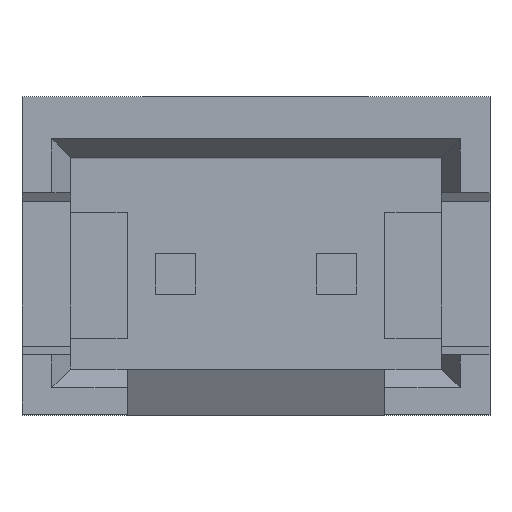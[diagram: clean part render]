
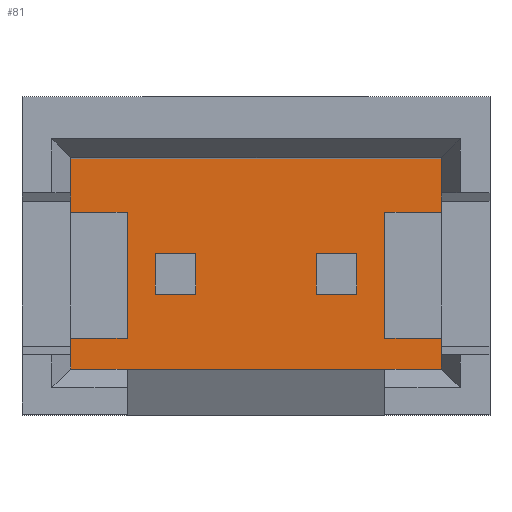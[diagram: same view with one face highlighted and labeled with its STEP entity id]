
A CAD part, top view. The second image highlights one B-rep face of the part: STEP entity #81.
In plain terms, the highlighted planar face has unit normal (0, 0, 1).
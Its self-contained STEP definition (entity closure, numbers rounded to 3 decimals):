
#81=ADVANCED_FACE('',(#186,#187,#188),#189,.T.);
#186=FACE_OUTER_BOUND('',#322,.T.);
#187=FACE_BOUND('',#323,.T.);
#188=FACE_BOUND('',#324,.T.);
#189=PLANE('',#325);
#322=EDGE_LOOP('',(#690,#691,#692,#693,#694,#695,#696,#697,#698,#699,#700,#701));
#323=EDGE_LOOP('',(#702,#703,#704,#705));
#324=EDGE_LOOP('',(#706,#707,#708,#709));
#325=AXIS2_PLACEMENT_3D('',#710,#711,#712);
#690=ORIENTED_EDGE('',*,*,#1040,.T.);
#691=ORIENTED_EDGE('',*,*,#1041,.F.);
#692=ORIENTED_EDGE('',*,*,#1042,.F.);
#693=ORIENTED_EDGE('',*,*,#973,.T.);
#694=ORIENTED_EDGE('',*,*,#997,.T.);
#695=ORIENTED_EDGE('',*,*,#994,.T.);
#696=ORIENTED_EDGE('',*,*,#1043,.T.);
#697=ORIENTED_EDGE('',*,*,#1044,.F.);
#698=ORIENTED_EDGE('',*,*,#1045,.F.);
#699=ORIENTED_EDGE('',*,*,#990,.T.);
#700=ORIENTED_EDGE('',*,*,#979,.T.);
#701=ORIENTED_EDGE('',*,*,#977,.T.);
#702=ORIENTED_EDGE('',*,*,#1046,.T.);
#703=ORIENTED_EDGE('',*,*,#1038,.F.);
#704=ORIENTED_EDGE('',*,*,#1047,.F.);
#705=ORIENTED_EDGE('',*,*,#1030,.T.);
#706=ORIENTED_EDGE('',*,*,#1048,.T.);
#707=ORIENTED_EDGE('',*,*,#1049,.F.);
#708=ORIENTED_EDGE('',*,*,#1050,.F.);
#709=ORIENTED_EDGE('',*,*,#1051,.T.);
#710=CARTESIAN_POINT('',(0.0,0.0,-9.01));
#711=DIRECTION('',(0.0,0.0,1.0));
#712=DIRECTION('',(1.0,0.0,0.0));
#973=EDGE_CURVE('',#1183,#1181,#1184,.T.);
#977=EDGE_CURVE('',#1191,#1189,#1192,.T.);
#979=EDGE_CURVE('',#1194,#1191,#1195,.T.);
#990=EDGE_CURVE('',#1212,#1194,#1213,.T.);
#994=EDGE_CURVE('',#1220,#1218,#1221,.T.);
#997=EDGE_CURVE('',#1181,#1220,#1225,.T.);
#1030=EDGE_CURVE('',#1277,#1281,#1283,.T.);
#1038=EDGE_CURVE('',#1295,#1290,#1297,.T.);
#1040=EDGE_CURVE('',#1189,#1299,#1300,.T.);
#1041=EDGE_CURVE('',#1301,#1299,#1302,.T.);
#1042=EDGE_CURVE('',#1183,#1301,#1303,.T.);
#1043=EDGE_CURVE('',#1218,#1304,#1305,.T.);
#1044=EDGE_CURVE('',#1306,#1304,#1307,.T.);
#1045=EDGE_CURVE('',#1212,#1306,#1308,.T.);
#1046=EDGE_CURVE('',#1281,#1290,#1309,.T.);
#1047=EDGE_CURVE('',#1277,#1295,#1310,.T.);
#1048=EDGE_CURVE('',#1311,#1312,#1313,.T.);
#1049=EDGE_CURVE('',#1314,#1312,#1315,.T.);
#1050=EDGE_CURVE('',#1316,#1314,#1317,.T.);
#1051=EDGE_CURVE('',#1316,#1311,#1318,.T.);
#1181=VERTEX_POINT('',#1515);
#1183=VERTEX_POINT('',#1518);
#1184=LINE('',#1519,#1520);
#1189=VERTEX_POINT('',#1527);
#1191=VERTEX_POINT('',#1530);
#1192=LINE('',#1531,#1532);
#1194=VERTEX_POINT('',#1535);
#1195=LINE('',#1536,#1537);
#1212=VERTEX_POINT('',#1564);
#1213=LINE('',#1565,#1566);
#1218=VERTEX_POINT('',#1573);
#1220=VERTEX_POINT('',#1576);
#1221=LINE('',#1577,#1578);
#1225=LINE('',#1584,#1585);
#1277=VERTEX_POINT('',#1666);
#1281=VERTEX_POINT('',#1672);
#1283=LINE('',#1675,#1676);
#1290=VERTEX_POINT('',#1687);
#1295=VERTEX_POINT('',#1694);
#1297=LINE('',#1697,#1698);
#1299=VERTEX_POINT('',#1701);
#1300=LINE('',#1702,#1703);
#1301=VERTEX_POINT('',#1704);
#1302=LINE('',#1705,#1706);
#1303=LINE('',#1707,#1708);
#1304=VERTEX_POINT('',#1709);
#1305=LINE('',#1710,#1711);
#1306=VERTEX_POINT('',#1712);
#1307=LINE('',#1713,#1714);
#1308=LINE('',#1715,#1716);
#1309=LINE('',#1717,#1718);
#1310=LINE('',#1719,#1720);
#1311=VERTEX_POINT('',#1721);
#1312=VERTEX_POINT('',#1722);
#1313=LINE('',#1723,#1724);
#1314=VERTEX_POINT('',#1725);
#1315=LINE('',#1726,#1727);
#1316=VERTEX_POINT('',#1728);
#1317=LINE('',#1729,#1730);
#1318=LINE('',#1731,#1732);
#1515=CARTESIAN_POINT('',(-2.92,-1.5,-9.01));
#1518=CARTESIAN_POINT('',(-2.92,-1.0,-9.01));
#1519=CARTESIAN_POINT('',(-2.92,-1.0,-9.01));
#1520=VECTOR('',#1869,0.5);
#1527=CARTESIAN_POINT('',(-2.92,0.98,-9.01));
#1530=CARTESIAN_POINT('',(-2.92,1.83,-9.01));
#1531=CARTESIAN_POINT('',(-2.92,1.83,-9.01));
#1532=VECTOR('',#1873,0.85);
#1535=CARTESIAN_POINT('',(2.92,1.83,-9.01));
#1536=CARTESIAN_POINT('',(2.92,1.83,-9.01));
#1537=VECTOR('',#1875,5.84);
#1564=CARTESIAN_POINT('',(2.92,0.98,-9.01));
#1565=CARTESIAN_POINT('',(2.92,0.98,-9.01));
#1566=VECTOR('',#1886,0.85);
#1573=CARTESIAN_POINT('',(2.92,-1.0,-9.01));
#1576=CARTESIAN_POINT('',(2.92,-1.5,-9.01));
#1577=CARTESIAN_POINT('',(2.92,-1.5,-9.01));
#1578=VECTOR('',#1890,0.5);
#1584=CARTESIAN_POINT('',(-2.92,-1.5,-9.01));
#1585=VECTOR('',#1893,5.84);
#1666=CARTESIAN_POINT('',(-0.953,0.318,-9.01));
#1672=CARTESIAN_POINT('',(-0.953,-0.318,-9.01));
#1675=CARTESIAN_POINT('',(-0.953,0.318,-9.01));
#1676=VECTOR('',#1926,0.635);
#1687=CARTESIAN_POINT('',(-1.588,-0.318,-9.01));
#1694=CARTESIAN_POINT('',(-1.588,0.318,-9.01));
#1697=CARTESIAN_POINT('',(-1.588,0.318,-9.01));
#1698=VECTOR('',#1934,0.635);
#1701=CARTESIAN_POINT('',(-2.03,0.98,-9.01));
#1702=CARTESIAN_POINT('',(-2.92,0.98,-9.01));
#1703=VECTOR('',#1936,0.89);
#1704=CARTESIAN_POINT('',(-2.03,-1.0,-9.01));
#1705=CARTESIAN_POINT('',(-2.03,-1.0,-9.01));
#1706=VECTOR('',#1937,1.98);
#1707=CARTESIAN_POINT('',(-2.92,-1.0,-9.01));
#1708=VECTOR('',#1938,0.89);
#1709=CARTESIAN_POINT('',(2.03,-1.0,-9.01));
#1710=CARTESIAN_POINT('',(2.92,-1.0,-9.01));
#1711=VECTOR('',#1939,0.89);
#1712=CARTESIAN_POINT('',(2.03,0.98,-9.01));
#1713=CARTESIAN_POINT('',(2.03,0.98,-9.01));
#1714=VECTOR('',#1940,1.98);
#1715=CARTESIAN_POINT('',(2.92,0.98,-9.01));
#1716=VECTOR('',#1941,0.89);
#1717=CARTESIAN_POINT('',(-0.953,-0.318,-9.01));
#1718=VECTOR('',#1942,0.635);
#1719=CARTESIAN_POINT('',(-0.953,0.318,-9.01));
#1720=VECTOR('',#1943,0.635);
#1721=CARTESIAN_POINT('',(1.588,-0.318,-9.01));
#1722=CARTESIAN_POINT('',(0.953,-0.318,-9.01));
#1723=CARTESIAN_POINT('',(1.588,-0.318,-9.01));
#1724=VECTOR('',#1944,0.635);
#1725=CARTESIAN_POINT('',(0.953,0.318,-9.01));
#1726=CARTESIAN_POINT('',(0.953,0.318,-9.01));
#1727=VECTOR('',#1945,0.635);
#1728=CARTESIAN_POINT('',(1.588,0.318,-9.01));
#1729=CARTESIAN_POINT('',(1.588,0.318,-9.01));
#1730=VECTOR('',#1946,0.635);
#1731=CARTESIAN_POINT('',(1.588,0.318,-9.01));
#1732=VECTOR('',#1947,0.635);
#1869=DIRECTION('',(0.0,-1.0,0.0));
#1873=DIRECTION('',(0.0,-1.0,0.0));
#1875=DIRECTION('',(-1.0,0.0,0.0));
#1886=DIRECTION('',(0.0,1.0,0.0));
#1890=DIRECTION('',(0.0,1.0,0.0));
#1893=DIRECTION('',(1.0,0.0,0.0));
#1926=DIRECTION('',(0.0,-1.0,0.0));
#1934=DIRECTION('',(0.0,-1.0,0.0));
#1936=DIRECTION('',(1.0,0.0,0.0));
#1937=DIRECTION('',(0.0,1.0,0.0));
#1938=DIRECTION('',(1.0,0.0,0.0));
#1939=DIRECTION('',(-1.0,0.0,0.0));
#1940=DIRECTION('',(0.0,-1.0,0.0));
#1941=DIRECTION('',(-1.0,0.0,0.0));
#1942=DIRECTION('',(-1.0,0.0,0.0));
#1943=DIRECTION('',(-1.0,0.0,0.0));
#1944=DIRECTION('',(-1.0,0.0,0.0));
#1945=DIRECTION('',(0.0,-1.0,0.0));
#1946=DIRECTION('',(-1.0,0.0,0.0));
#1947=DIRECTION('',(0.0,-1.0,0.0));
